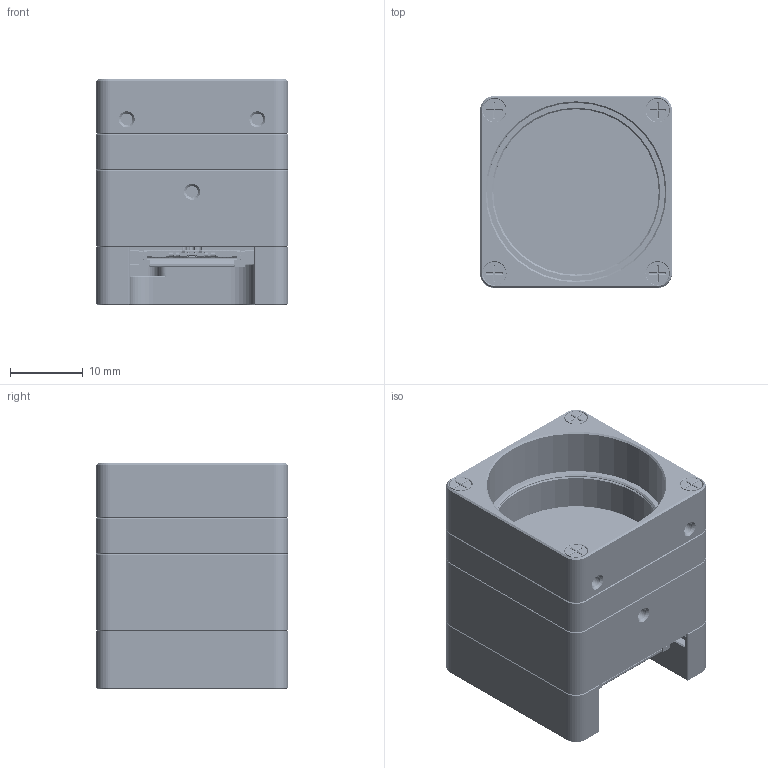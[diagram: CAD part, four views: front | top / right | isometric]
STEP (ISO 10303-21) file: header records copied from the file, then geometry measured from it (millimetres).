
FILE_DESCRIPTION(/* description */ (''),/* implementation_level */ '2;1');
FILE_NAME(/* name */ 'MX081UG-SY-X2G2-FL-HDR_01-STEP.stp',/* time_stamp */ '2024-03-25T15:19:19+01:00',/* author */ (''),/* organization */ (''),/* preprocessor_version */ 'ST-DEVELOPER v18.102',/* originating_system */ 'SIEMENS PLM Software NX2206.8900',/* authorisation */ '');
FILE_SCHEMA (('AUTOMOTIVE_DESIGN { 1 0 10303 214 3 1 1 1 }'));
Products named in the file (20): SROB-M2X14-CUST; MECH-MQ-CS-C; MECH-MQ-FRONT; IMX487; MECH-LIGHTPIPE-1.63X4.14; MECH-MX-X2G2-REAR; MECH-MT124S-SY-GSKT; MECH-MT-MID-124; MECH-O-RING-22X1-VI370; FLT-BK7-AR2X-D25_1; SROB-M1.6X3-SLOT-STNLS; MX-X2G2-MAIN-FL-PCA; TP-10X10X1-TGA6200; SROB-M2X10-CUST; SUBASSM-MQ-FRONT; MT-IMX487-SENSOR-PCA; MT-IMX487x-FRONT-SUBASSM; MECH-MX-X2G2-REAR-LP; MX-X2G2-REAR-FL-SUBASSM; MX_XXXxG-SY-Fx
Assembly tree (29 placements, depth 4):
  MX_XXXxG-SY-Fx
    MX-X2G2-REAR-FL-SUBASSM
      MECH-MX-X2G2-REAR-LP
        MECH-MX-X2G2-REAR
        MECH-LIGHTPIPE-1.63X4.14  x4
      TP-10X10X1-TGA6200
      MX-X2G2-MAIN-FL-PCA
    SROB-M2X10-CUST  x4
    MT-IMX487x-FRONT-SUBASSM
      MT-IMX487-SENSOR-PCA
        IMX487
      SUBASSM-MQ-FRONT
        MECH-MQ-FRONT
        MECH-MQ-CS-C
        SROB-M2X14-CUST  x4
      SROB-M1.6X3-SLOT-STNLS  x2
      FLT-BK7-AR2X-D25_1
      MECH-O-RING-22X1-VI370
      MECH-MT-MID-124
      MECH-MT124S-SY-GSKT
Bounding box: 26.4 x 26.4 x 31.04 mm (x, y, z)
Volume: 10442.8 mm3; surface area: 17301.6 mm2
Topology: 33 solids, 33 shells, 8107 faces, 22252 edges, 14622 vertices
Faces by surface type: plane 5723, cylinder 2102, cone 243, torus 33, extrusion 6
Full cylindrical faces by diameter (mm): 0.6 x226, 0.9 x4, 1 x1, 1.3 x2, 1.6 x18, 1.7 x2, 1.9 x8, 2 x12, 2.1 x4, 3 x10, 3.2 x4, 3.35 x4, 21 x1, 21.6 x1, 22.8 x2, 24.4 x1, 24.541 x1, 25 x1, 25.1 x1
Entity records: 251117 total; most frequent: CARTESIAN_POINT 43845, ORIENTED_EDGE 42562, DIRECTION 41454, EDGE_CURVE 21281, VECTOR 16722, LINE 16716, VERTEX_POINT 14226, AXIS2_PLACEMENT_3D 12366
